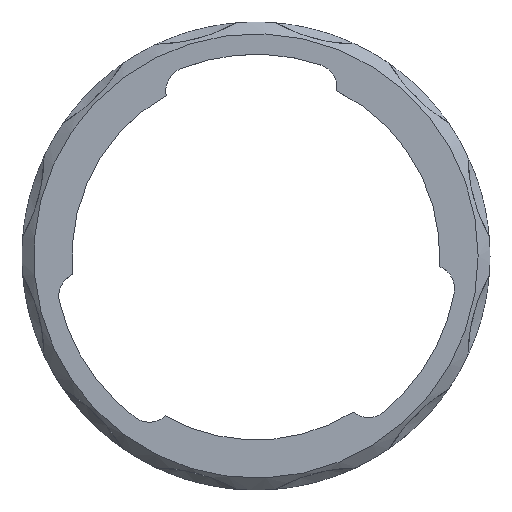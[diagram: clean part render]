
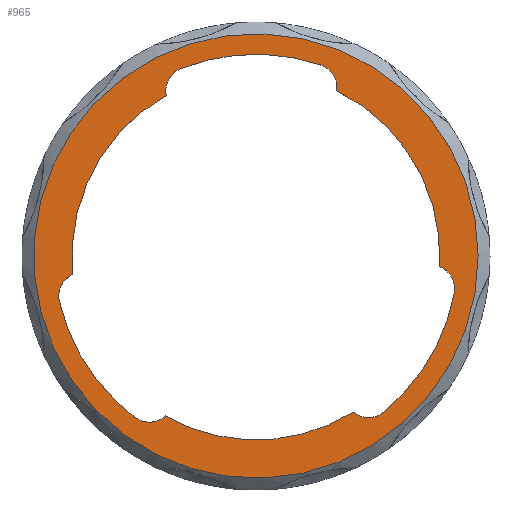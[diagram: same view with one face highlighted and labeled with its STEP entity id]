
A CAD part, top view. The second image highlights one B-rep face of the part: STEP entity #965.
In plain terms, the highlighted planar face has unit normal (0, 0, 1).
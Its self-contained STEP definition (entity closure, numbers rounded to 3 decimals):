
#294=ORIENTED_EDGE('',*,*,#589,.F.);
#295=ORIENTED_EDGE('',*,*,#590,.T.);
#296=ORIENTED_EDGE('',*,*,#524,.F.);
#297=ORIENTED_EDGE('',*,*,#591,.T.);
#298=ORIENTED_EDGE('',*,*,#592,.F.);
#299=ORIENTED_EDGE('',*,*,#593,.T.);
#300=ORIENTED_EDGE('',*,*,#528,.F.);
#301=ORIENTED_EDGE('',*,*,#594,.T.);
#302=ORIENTED_EDGE('',*,*,#595,.F.);
#303=ORIENTED_EDGE('',*,*,#596,.T.);
#304=ORIENTED_EDGE('',*,*,#519,.F.);
#305=ORIENTED_EDGE('',*,*,#597,.T.);
#306=ORIENTED_EDGE('',*,*,#598,.T.);
#519=EDGE_CURVE('',#668,#669,#764,.T.);
#524=EDGE_CURVE('',#673,#671,#766,.T.);
#528=EDGE_CURVE('',#677,#675,#768,.T.);
#589=EDGE_CURVE('',#735,#736,#792,.T.);
#590=EDGE_CURVE('',#735,#671,#793,.F.);
#591=EDGE_CURVE('',#673,#737,#794,.F.);
#592=EDGE_CURVE('',#738,#737,#795,.T.);
#593=EDGE_CURVE('',#738,#675,#796,.F.);
#594=EDGE_CURVE('',#677,#739,#797,.F.);
#595=EDGE_CURVE('',#740,#739,#798,.T.);
#596=EDGE_CURVE('',#740,#669,#799,.F.);
#597=EDGE_CURVE('',#668,#736,#800,.F.);
#598=EDGE_CURVE('',#741,#741,#801,.T.);
#668=VERTEX_POINT('',#1508);
#669=VERTEX_POINT('',#1510);
#671=VERTEX_POINT('',#1515);
#673=VERTEX_POINT('',#1519);
#675=VERTEX_POINT('',#1524);
#677=VERTEX_POINT('',#1528);
#735=VERTEX_POINT('',#1709);
#736=VERTEX_POINT('',#1710);
#737=VERTEX_POINT('',#1713);
#738=VERTEX_POINT('',#1715);
#739=VERTEX_POINT('',#1718);
#740=VERTEX_POINT('',#1720);
#741=VERTEX_POINT('',#1724);
#764=CIRCLE('',#1041,31.);
#766=CIRCLE('',#1044,31.);
#768=CIRCLE('',#1047,31.);
#792=CIRCLE('',#1074,34.);
#793=CIRCLE('',#1075,4.);
#794=CIRCLE('',#1076,4.);
#795=CIRCLE('',#1077,34.);
#796=CIRCLE('',#1078,4.);
#797=CIRCLE('',#1079,4.);
#798=CIRCLE('',#1080,34.);
#799=CIRCLE('',#1081,4.);
#800=CIRCLE('',#1082,4.);
#801=CIRCLE('',#1083,37.45);
#828=EDGE_LOOP('',(#294,#295,#296,#297,#298,#299,#300,#301,#302,#303,#304,
#305));
#829=EDGE_LOOP('',(#306));
#897=FACE_BOUND('',#828,.T.);
#898=FACE_BOUND('',#829,.T.);
#956=PLANE('',#1073);
#965=ADVANCED_FACE('',(#897,#898),#956,.T.);
#1041=AXIS2_PLACEMENT_3D('',#1509,#1160,#1161);
#1044=AXIS2_PLACEMENT_3D('',#1520,#1169,#1170);
#1047=AXIS2_PLACEMENT_3D('',#1529,#1177,#1178);
#1073=AXIS2_PLACEMENT_3D('',#1707,#1253,#1254);
#1074=AXIS2_PLACEMENT_3D('',#1708,#1255,#1256);
#1075=AXIS2_PLACEMENT_3D('',#1711,#1257,#1258);
#1076=AXIS2_PLACEMENT_3D('',#1712,#1259,#1260);
#1077=AXIS2_PLACEMENT_3D('',#1714,#1261,#1262);
#1078=AXIS2_PLACEMENT_3D('',#1716,#1263,#1264);
#1079=AXIS2_PLACEMENT_3D('',#1717,#1265,#1266);
#1080=AXIS2_PLACEMENT_3D('',#1719,#1267,#1268);
#1081=AXIS2_PLACEMENT_3D('',#1721,#1269,#1270);
#1082=AXIS2_PLACEMENT_3D('',#1722,#1271,#1272);
#1083=AXIS2_PLACEMENT_3D('',#1723,#1273,#1274);
#1160=DIRECTION('',(0.,0.,1.));
#1161=DIRECTION('',(1.,0.,0.));
#1169=DIRECTION('',(0.,0.,1.));
#1170=DIRECTION('',(1.,0.,0.));
#1177=DIRECTION('',(0.,0.,1.));
#1178=DIRECTION('',(1.,0.,0.));
#1253=DIRECTION('',(0.,0.,1.));
#1254=DIRECTION('',(1.,0.,0.));
#1255=DIRECTION('',(0.,0.,1.));
#1256=DIRECTION('',(0.996,-0.087,0.));
#1257=DIRECTION('',(0.,0.,1.));
#1258=DIRECTION('',(0.996,-0.087,0.));
#1259=DIRECTION('',(0.,0.,1.));
#1260=DIRECTION('',(1.,0.,0.));
#1261=DIRECTION('',(0.,0.,1.));
#1262=DIRECTION('',(1.,0.,0.));
#1263=DIRECTION('',(0.,0.,1.));
#1264=DIRECTION('',(1.,0.,0.));
#1265=DIRECTION('',(0.,0.,1.));
#1266=DIRECTION('',(1.,0.,0.));
#1267=DIRECTION('',(0.,0.,1.));
#1268=DIRECTION('',(1.,0.,0.));
#1269=DIRECTION('',(0.,0.,1.));
#1270=DIRECTION('',(1.,0.,0.));
#1271=DIRECTION('',(0.,0.,1.));
#1272=DIRECTION('',(0.996,-0.087,0.));
#1273=DIRECTION('',(0.,0.,1.));
#1274=DIRECTION('',(1.,0.,0.));
#1508=CARTESIAN_POINT('',(30.949,-1.785,0.));
#1509=CARTESIAN_POINT('',(0.,0.,0.));
#1510=CARTESIAN_POINT('',(13.611,27.852,0.));
#1515=CARTESIAN_POINT('',(16.412,-26.299,0.));
#1519=CARTESIAN_POINT('',(-15.287,-26.969,0.));
#1520=CARTESIAN_POINT('',(0.,0.,0.));
#1524=CARTESIAN_POINT('',(-30.846,-3.09,0.));
#1528=CARTESIAN_POINT('',(-15.128,27.058,0.));
#1529=CARTESIAN_POINT('',(0.,0.,0.));
#1707=CARTESIAN_POINT('',(0.,0.,0.));
#1708=CARTESIAN_POINT('',(0.,0.,0.));
#1709=CARTESIAN_POINT('',(21.511,-26.33,0.));
#1710=CARTESIAN_POINT('',(33.422,-6.244,0.));
#1711=CARTESIAN_POINT('',(18.98,-23.232,0.));
#1712=CARTESIAN_POINT('',(-17.982,-24.013,0.));
#1713=CARTESIAN_POINT('',(-20.38,-27.215,0.));
#1714=CARTESIAN_POINT('',(0.,0.,0.));
#1715=CARTESIAN_POINT('',(-33.128,-7.65,0.));
#1716=CARTESIAN_POINT('',(-29.231,-6.75,0.));
#1717=CARTESIAN_POINT('',(-11.203,27.83,0.));
#1718=CARTESIAN_POINT('',(-12.696,31.54,0.));
#1719=CARTESIAN_POINT('',(0.,0.,0.));
#1720=CARTESIAN_POINT('',(10.937,32.193,0.));
#1721=CARTESIAN_POINT('',(9.65,28.406,0.));
#1722=CARTESIAN_POINT('',(29.49,-5.509,0.));
#1723=CARTESIAN_POINT('',(0.,0.,0.));
#1724=CARTESIAN_POINT('',(37.45,0.,0.));
